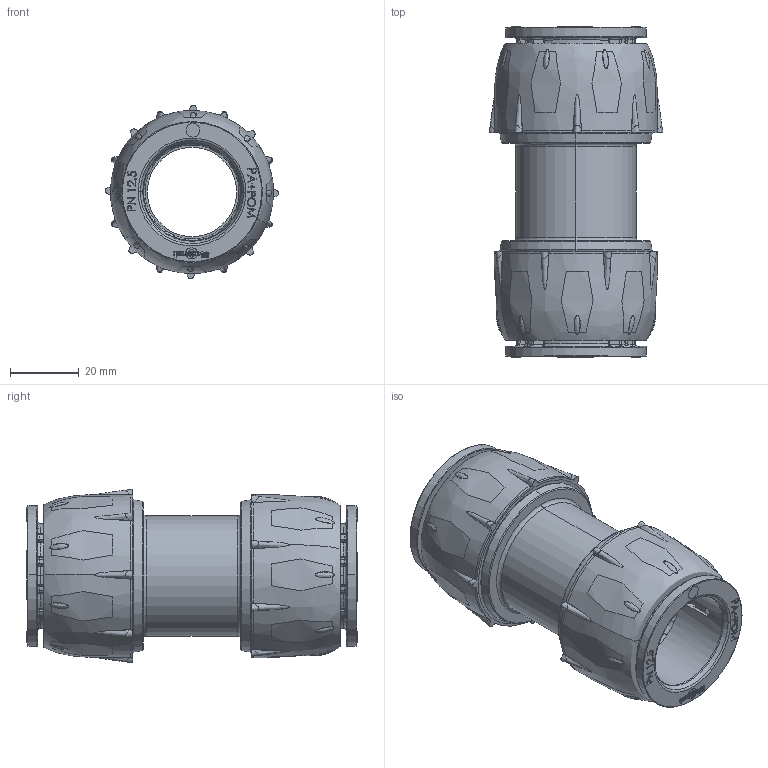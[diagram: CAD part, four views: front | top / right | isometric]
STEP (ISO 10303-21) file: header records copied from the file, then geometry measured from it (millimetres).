
FILE_DESCRIPTION (( 'STEP AP214' ), '1' );
FILE_NAME ('R210.028.028.STEP', '2019-10-24T14:52:16', ( '' ), ( '' ), 'SwSTEP 2.0', 'SolidWorks 2018', '' );
FILE_SCHEMA (( 'AUTOMOTIVE_DESIGN' ));
Length unit declared in the file: millimetre
Products named in the file (7): OR_27.4x2.7; R209.028.002; R209.028.003; R210.028.028; R210.028.028-L; R2016.028.000; R209.028.001
Assembly tree (11 placements, depth 2):
  R210.028.028
    R210.028.028-L
    OR_27.4x2.7  x2
    R209.028.001  x2
    R209.028.002  x2
    R209.028.003  x2
    R2016.028.000  x2
Bounding box: 50.6 x 96.2 x 50.6 mm (x, y, z)
Volume: 63838.1 mm3; surface area: 55433 mm2
Topology: 11 solids, 27 shells, 1750 faces, 4662 edges, 3002 vertices
Faces by surface type: bspline 726, plane 450, cylinder 282, torus 154, cone 122, sphere 16
Entity records: 51998 total; most frequent: CARTESIAN_POINT 32421, ORIENTED_EDGE 4710, DIRECTION 2977, EDGE_CURVE 2355, VERTEX_POINT 1539, AXIS2_PLACEMENT_3D 1141, B_SPLINE_CURVE_WITH_KNOTS 1042, EDGE_LOOP 966
